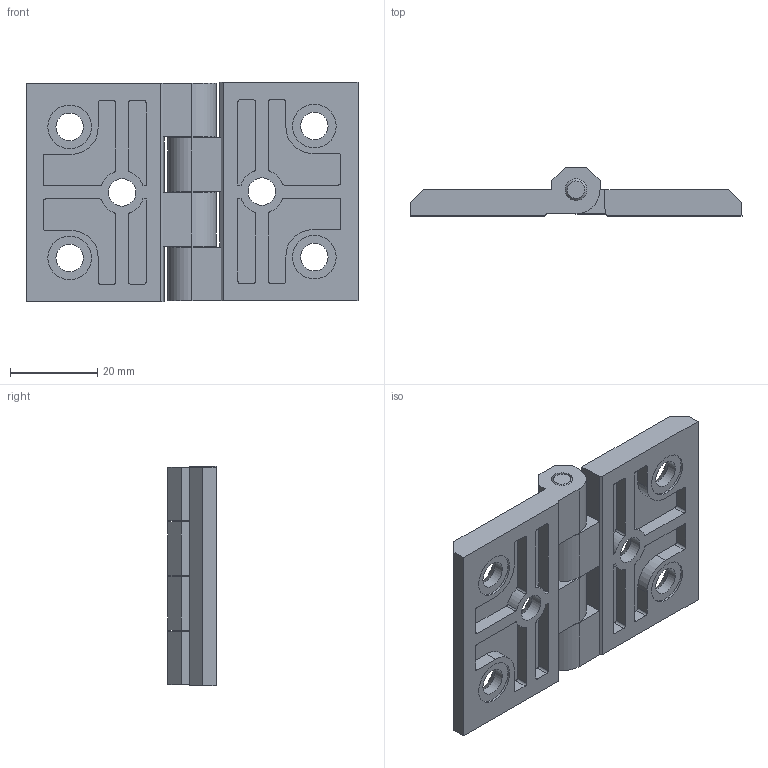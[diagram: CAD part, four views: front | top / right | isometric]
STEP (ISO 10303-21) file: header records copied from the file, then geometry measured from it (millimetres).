
FILE_DESCRIPTION(('STEP AP203'),'1');
FILE_NAME('099.1.2.6.step','2016-07-29T06:00:05',(' '),(' '),'Spatial InterOp 3D',' ',' ');
FILE_SCHEMA(('CONFIG_CONTROL_DESIGN'));
Length unit declared in the file: millimetre
Products named in the file (3): 1; 2; 3
Bounding box: 76 x 11 x 50.2 mm (x, y, z)
Volume: 19165.2 mm3; surface area: 13418.3 mm2
Topology: 3 solids, 3 shells, 281 faces, 760 edges, 497 vertices
Faces by surface type: plane 190, cylinder 83, cone 8
Full cylindrical faces by diameter (mm): 5 x4, 6 x1, 6.3 x6, 10 x4
Entity records: 8878 total; most frequent: DIRECTION 1540, CARTESIAN_POINT 1514, ORIENTED_EDGE 1470, EDGE_CURVE 735, AXIS2_PLACEMENT_3D 521, LINE 498, VECTOR 498, VERTEX_POINT 495
